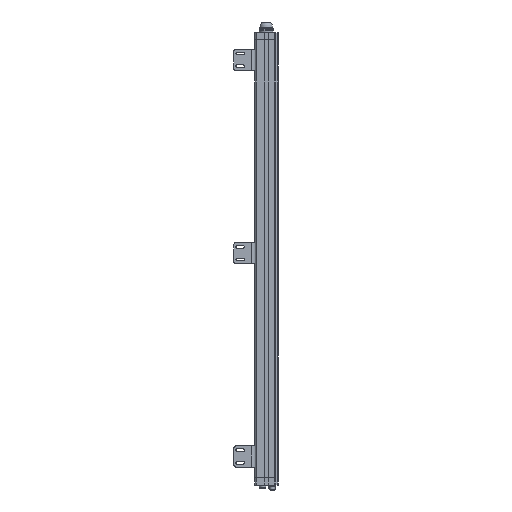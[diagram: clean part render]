
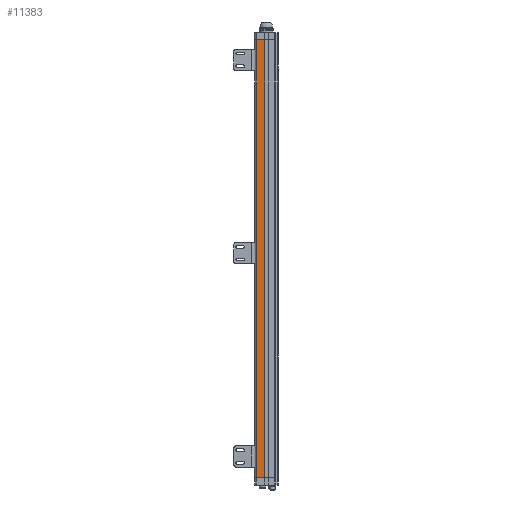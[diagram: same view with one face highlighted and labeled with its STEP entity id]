
A CAD part, front view. The second image highlights one B-rep face of the part: STEP entity #11383.
In plain terms, the highlighted planar face has unit normal (0, -1, 0).
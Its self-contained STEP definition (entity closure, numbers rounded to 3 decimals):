
#368 = VECTOR ( 'NONE', #4413, 1000. ) ;
#400 = CARTESIAN_POINT ( 'NONE',  ( 426.642, 876.944, 29. ) ) ;
#459 = ORIENTED_EDGE ( 'NONE', *, *, #9166, .T. ) ;
#780 = VERTEX_POINT ( 'NONE', #926 ) ;
#811 = DIRECTION ( 'NONE',  ( 0., 0., -1. ) ) ;
#926 = CARTESIAN_POINT ( 'NONE',  ( 445.642, 876.944, 29. ) ) ;
#1154 = CARTESIAN_POINT ( 'NONE',  ( 426.642, 876.944, 29. ) ) ;
#1536 = ORIENTED_EDGE ( 'NONE', *, *, #9732, .F. ) ;
#2791 = DIRECTION ( 'NONE',  ( 1., 0., 0. ) ) ;
#2967 = CARTESIAN_POINT ( 'NONE',  ( 445.642, 876.944, 29. ) ) ;
#3499 = CARTESIAN_POINT ( 'NONE',  ( 426.642, 876.944, 1067.5 ) ) ;
#4413 = DIRECTION ( 'NONE',  ( 0., 0., 1. ) ) ;
#4751 = ORIENTED_EDGE ( 'NONE', *, *, #12368, .T. ) ;
#6359 = CARTESIAN_POINT ( 'NONE',  ( 448.009, 876.944, 1067.5 ) ) ;
#6519 = LINE ( 'NONE', #17237, #10966 ) ;
#7087 = LINE ( 'NONE', #2967, #368 ) ;
#7304 = CARTESIAN_POINT ( 'NONE',  ( 445.642, 876.944, 1067.5 ) ) ;
#8758 = VECTOR ( 'NONE', #2791, 1000. ) ;
#8850 = VECTOR ( 'NONE', #17448, 1000. ) ;
#9166 = EDGE_CURVE ( 'NONE', #13487, #780, #6519, .T. ) ;
#9732 = EDGE_CURVE ( 'NONE', #13737, #14811, #11907, .T. ) ;
#10966 = VECTOR ( 'NONE', #15503, 1000. ) ;
#11203 = EDGE_LOOP ( 'NONE', ( #4751, #1536, #18236, #459 ) ) ;
#11383 = ADVANCED_FACE ( 'NONE', ( #17446 ), #17853, .T. ) ;
#11907 = LINE ( 'NONE', #6359, #8758 ) ;
#12368 = EDGE_CURVE ( 'NONE', #780, #14811, #7087, .T. ) ;
#12631 = EDGE_CURVE ( 'NONE', #13737, #13487, #14310, .T. ) ;
#13487 = VERTEX_POINT ( 'NONE', #1154 ) ;
#13737 = VERTEX_POINT ( 'NONE', #3499 ) ;
#14310 = LINE ( 'NONE', #18678, #8850 ) ;
#14725 = AXIS2_PLACEMENT_3D ( 'NONE', #400, #19066, #811 ) ;
#14811 = VERTEX_POINT ( 'NONE', #7304 ) ;
#15503 = DIRECTION ( 'NONE',  ( 1., 0., 0. ) ) ;
#17237 = CARTESIAN_POINT ( 'NONE',  ( 448.02, 876.944, 29. ) ) ;
#17446 = FACE_OUTER_BOUND ( 'NONE', #11203, .T. ) ;
#17448 = DIRECTION ( 'NONE',  ( 0., 0., -1. ) ) ;
#17853 = PLANE ( 'NONE',  #14725 ) ;
#18236 = ORIENTED_EDGE ( 'NONE', *, *, #12631, .T. ) ;
#18678 = CARTESIAN_POINT ( 'NONE',  ( 426.642, 876.944, 29. ) ) ;
#19066 = DIRECTION ( 'NONE',  ( 0., -1., 0. ) ) ;
